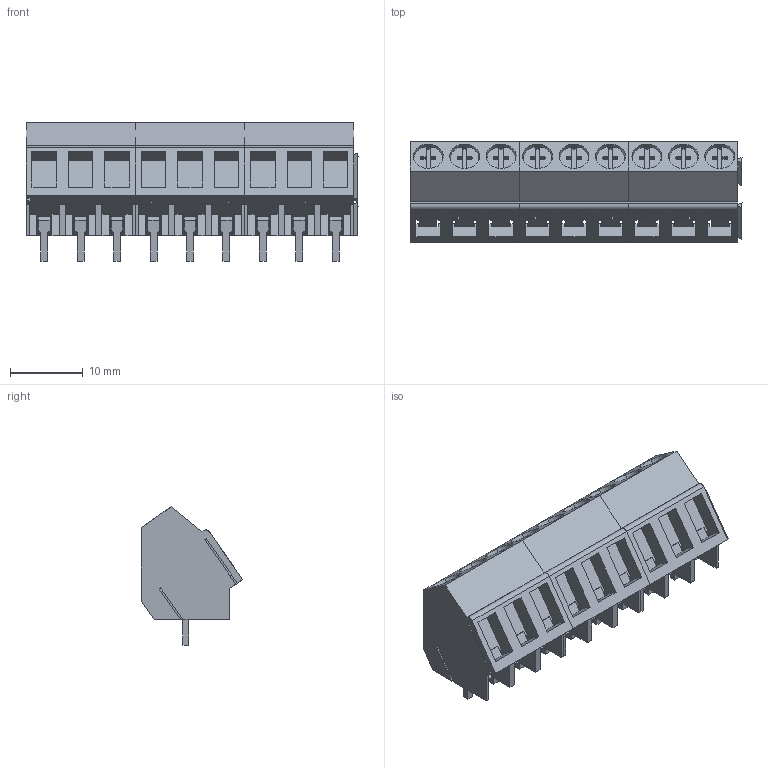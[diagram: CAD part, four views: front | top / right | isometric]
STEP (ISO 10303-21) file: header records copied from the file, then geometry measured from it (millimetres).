
FILE_DESCRIPTION(('CATIA V5 STEP Exchange','CAx-IF Rec.Pracs.--- Model Styling and Organization---1.2---2011-12-15'),'2;1');
FILE_NAME ('D1457422_0_1845440000_1845440000.stp','2018-03-31T06:08:47+00:00',('none'),('Weidmueller'),'CATIA Version 5-6 Release 2014','CATIA V5 STEP AP214','none');
FILE_SCHEMA(('AUTOMOTIVE_DESIGN { 1 0 10303 214 1 1 1 1 }'));
Length unit declared in the file: millimetre
Products named in the file (1): 1845440000
Bounding box: 45.55 x 13.9 x 19 mm (x, y, z)
Volume: 5204.7 mm3; surface area: 6373 mm2
Topology: 21 solids, 21 shells, 768 faces, 2115 edges, 1398 vertices
Faces by surface type: plane 711, cylinder 57
Entity records: 23496 total; most frequent: CARTESIAN_POINT 4230, ORIENTED_EDGE 4230, DIRECTION 3219, EDGE_CURVE 2115, VECTOR 1965, LINE 1965, VERTEX_POINT 1398, EDGE_LOOP 795
